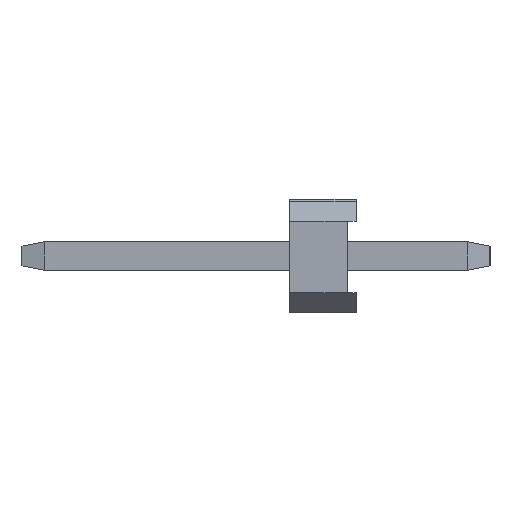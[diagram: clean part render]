
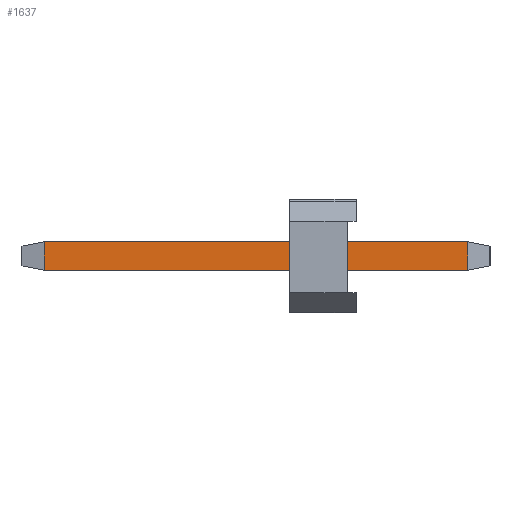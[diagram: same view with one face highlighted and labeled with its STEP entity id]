
A CAD part, left-side view. The second image highlights one B-rep face of the part: STEP entity #1637.
In plain terms, the highlighted face is planar.
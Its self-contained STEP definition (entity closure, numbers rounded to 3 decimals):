
#40 = EDGE_CURVE ( 'NONE', #496, #516, #2071, .T. ) ;
#41 = EDGE_CURVE ( 'NONE', #516, #515, #2054, .T. ) ;
#43 = AXIS2_PLACEMENT_3D ( 'NONE', #1099, #1052, #1059 ) ;
#56 = EDGE_CURVE ( 'NONE', #495, #515, #1935, .T. ) ;
#68 = EDGE_CURVE ( 'NONE', #495, #496, #1939, .T. ) ;
#408 = FACE_OUTER_BOUND ( 'NONE', #2114, .T. ) ;
#495 = VERTEX_POINT ( 'NONE', #542 ) ;
#496 = VERTEX_POINT ( 'NONE', #566 ) ;
#515 = VERTEX_POINT ( 'NONE', #549 ) ;
#516 = VERTEX_POINT ( 'NONE', #540 ) ;
#540 = CARTESIAN_POINT ( 'NONE',  ( 0.64, 0.5, -0.64 ) ) ;
#542 = CARTESIAN_POINT ( 'NONE',  ( 0., 10., -0.64 ) ) ;
#549 = CARTESIAN_POINT ( 'NONE',  ( 0., 0.5, -0.64 ) ) ;
#566 = CARTESIAN_POINT ( 'NONE',  ( 0.64, 10., -0.64 ) ) ;
#667 = DIRECTION ( 'NONE',  ( 0., -1., 0. ) ) ;
#668 = CARTESIAN_POINT ( 'NONE',  ( 0.64, 10.5, -0.64 ) ) ;
#670 = DIRECTION ( 'NONE',  ( -1., 0., 0. ) ) ;
#673 = CARTESIAN_POINT ( 'NONE',  ( 0., 0.5, -0.64 ) ) ;
#678 = DIRECTION ( 'NONE',  ( 0., -1., 0. ) ) ;
#684 = CARTESIAN_POINT ( 'NONE',  ( 0., 10.5, -0.64 ) ) ;
#712 = CARTESIAN_POINT ( 'NONE',  ( 0., 10., -0.64 ) ) ;
#718 = DIRECTION ( 'NONE',  ( 1., 0., 0. ) ) ;
#1052 = DIRECTION ( 'NONE',  ( 0., 0., 1. ) ) ;
#1059 = DIRECTION ( 'NONE',  ( 1., 0., 0. ) ) ;
#1097 = PLANE ( 'NONE',  #43 ) ;
#1099 = CARTESIAN_POINT ( 'NONE',  ( 0., 10.5, -0.64 ) ) ;
#1496 = ORIENTED_EDGE ( 'NONE', *, *, #41, .T. ) ;
#1500 = ORIENTED_EDGE ( 'NONE', *, *, #56, .F. ) ;
#1516 = ORIENTED_EDGE ( 'NONE', *, *, #40, .T. ) ;
#1637 = ADVANCED_FACE ( 'NONE', ( #408 ), #1097, .F. ) ;
#1922 = VECTOR ( 'NONE', #718, 1000. ) ;
#1933 = VECTOR ( 'NONE', #678, 1000. ) ;
#1935 = LINE ( 'NONE', #684, #1933 ) ;
#1939 = LINE ( 'NONE', #712, #1922 ) ;
#2002 = ORIENTED_EDGE ( 'NONE', *, *, #68, .T. ) ;
#2054 = LINE ( 'NONE', #673, #2058 ) ;
#2058 = VECTOR ( 'NONE', #670, 1000. ) ;
#2071 = LINE ( 'NONE', #668, #2072 ) ;
#2072 = VECTOR ( 'NONE', #667, 1000. ) ;
#2114 = EDGE_LOOP ( 'NONE', ( #1516, #1496, #1500, #2002 ) ) ;
